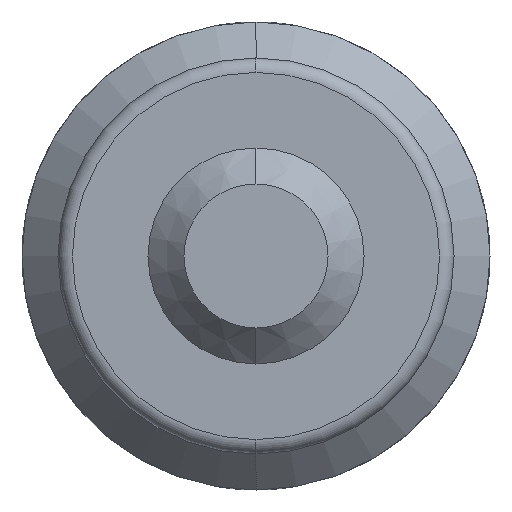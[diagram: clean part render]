
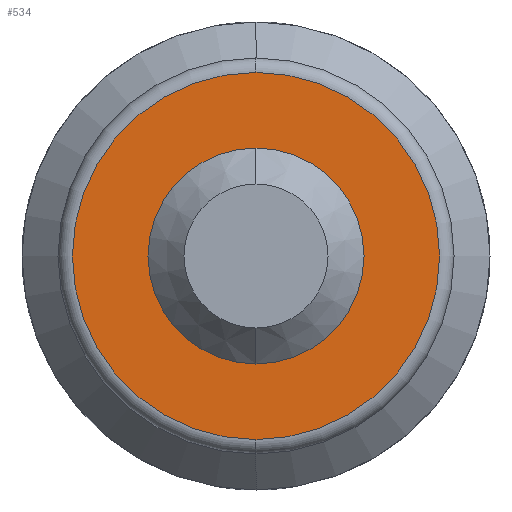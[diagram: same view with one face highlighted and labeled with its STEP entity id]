
A CAD part, left-side view. The second image highlights one B-rep face of the part: STEP entity #534.
In plain terms, the highlighted planar face has unit normal (-1, 0, 0).
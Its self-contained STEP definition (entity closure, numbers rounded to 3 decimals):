
#68 = DIRECTION ( 'NONE',  ( 0., 0., 1. ) ) ;
#69 = DIRECTION ( 'NONE',  ( -1., 0., 0. ) ) ;
#73 = CARTESIAN_POINT ( 'NONE',  ( -2.957, 0., 0. ) ) ;
#77 = DIRECTION ( 'NONE',  ( 0., 0., -1. ) ) ;
#78 = DIRECTION ( 'NONE',  ( -1., 0., 0. ) ) ;
#85 = CARTESIAN_POINT ( 'NONE',  ( -2.957, 0., 0. ) ) ;
#137 = DIRECTION ( 'NONE',  ( 0., 0., 1. ) ) ;
#138 = CARTESIAN_POINT ( 'NONE',  ( -2.957, 0., 0. ) ) ;
#143 = DIRECTION ( 'NONE',  ( -1., 0., 0. ) ) ;
#232 = DIRECTION ( 'NONE',  ( 0., 0., -1. ) ) ;
#233 = DIRECTION ( 'NONE',  ( 1., 0., 0. ) ) ;
#234 = CARTESIAN_POINT ( 'NONE',  ( -2.957, 1.5, 0. ) ) ;
#235 = PLANE ( 'NONE',  #888 ) ;
#248 = DIRECTION ( 'NONE',  ( 0., 0., -1. ) ) ;
#249 = DIRECTION ( 'NONE',  ( -1., 0., 0. ) ) ;
#250 = CARTESIAN_POINT ( 'NONE',  ( -2.957, 0., 0. ) ) ;
#290 = CARTESIAN_POINT ( 'NONE',  ( -2.957, 0., -1.5 ) ) ;
#299 = CARTESIAN_POINT ( 'NONE',  ( -2.957, 0., 1.5 ) ) ;
#304 = CARTESIAN_POINT ( 'NONE',  ( -2.957, 0., -2.55 ) ) ;
#343 = CARTESIAN_POINT ( 'NONE',  ( -2.957, 0., 2.55 ) ) ;
#345 = VERTEX_POINT ( 'NONE', #343 ) ;
#389 = VERTEX_POINT ( 'NONE', #304 ) ;
#394 = VERTEX_POINT ( 'NONE', #299 ) ;
#403 = VERTEX_POINT ( 'NONE', #290 ) ;
#469 = EDGE_CURVE ( 'NONE', #345, #389, #533, .T. ) ;
#505 = CIRCLE ( 'NONE', #802, 1.5 ) ;
#507 = CIRCLE ( 'NONE', #897, 2.55 ) ;
#515 = CIRCLE ( 'NONE', #933, 1.5 ) ;
#533 = CIRCLE ( 'NONE', #937, 2.55 ) ;
#534 = ADVANCED_FACE ( 'NONE', ( #911, #935 ), #235, .F. ) ;
#561 = EDGE_CURVE ( 'NONE', #394, #403, #515, .T. ) ;
#582 = EDGE_CURVE ( 'NONE', #389, #345, #507, .T. ) ;
#585 = EDGE_CURVE ( 'NONE', #403, #394, #505, .T. ) ;
#662 = EDGE_LOOP ( 'NONE', ( #752, #754 ) ) ;
#663 = EDGE_LOOP ( 'NONE', ( #751, #755 ) ) ;
#751 = ORIENTED_EDGE ( 'NONE', *, *, #561, .F. ) ;
#752 = ORIENTED_EDGE ( 'NONE', *, *, #582, .T. ) ;
#754 = ORIENTED_EDGE ( 'NONE', *, *, #469, .T. ) ;
#755 = ORIENTED_EDGE ( 'NONE', *, *, #585, .F. ) ;
#802 = AXIS2_PLACEMENT_3D ( 'NONE', #73, #69, #68 ) ;
#888 = AXIS2_PLACEMENT_3D ( 'NONE', #234, #233, #232 ) ;
#897 = AXIS2_PLACEMENT_3D ( 'NONE', #85, #78, #77 ) ;
#911 = FACE_OUTER_BOUND ( 'NONE', #662, .T. ) ;
#933 = AXIS2_PLACEMENT_3D ( 'NONE', #138, #143, #137 ) ;
#935 = FACE_BOUND ( 'NONE', #663, .T. ) ;
#937 = AXIS2_PLACEMENT_3D ( 'NONE', #250, #249, #248 ) ;
